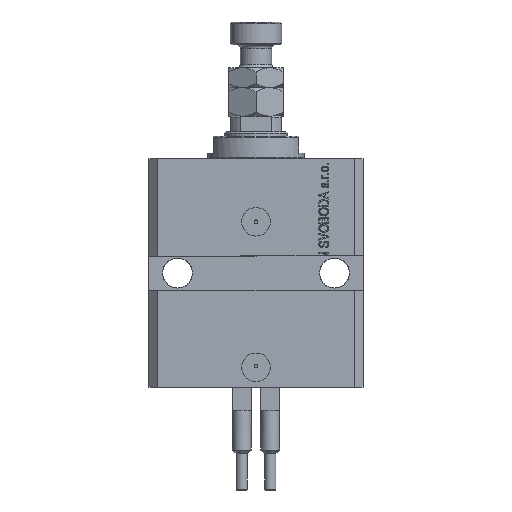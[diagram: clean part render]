
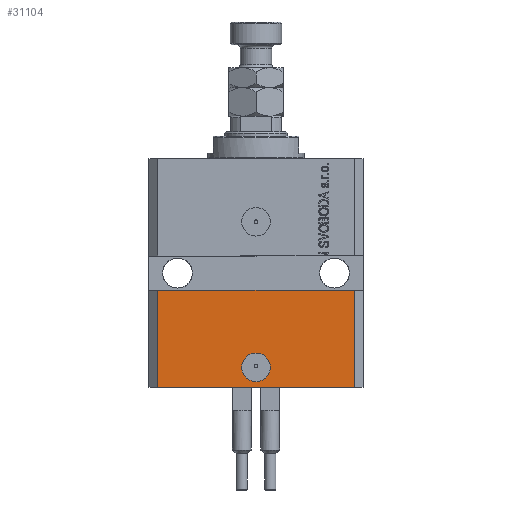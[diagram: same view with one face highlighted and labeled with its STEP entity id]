
A CAD part, front view. The second image highlights one B-rep face of the part: STEP entity #31104.
In plain terms, the highlighted planar face has unit normal (0, -1, 0).
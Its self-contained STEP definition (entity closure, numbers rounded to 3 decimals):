
#286 = DIRECTION ( 'NONE',  ( 0., -1., 0. ) ) ;
#1173 = CARTESIAN_POINT ( 'NONE',  ( 5., -27.5, -73. ) ) ;
#1281 = VECTOR ( 'NONE', #14135, 1000. ) ;
#2545 = CIRCLE ( 'NONE', #32015, 5. ) ;
#3185 = DIRECTION ( 'NONE',  ( 1., 0., 0. ) ) ;
#3599 = ORIENTED_EDGE ( 'NONE', *, *, #42794, .F. ) ;
#4290 = CARTESIAN_POINT ( 'NONE',  ( 0., -27.5, -73. ) ) ;
#5362 = VERTEX_POINT ( 'NONE', #16809 ) ;
#5676 = VERTEX_POINT ( 'NONE', #12281 ) ;
#8067 = DIRECTION ( 'NONE',  ( 1., 0., 0. ) ) ;
#10167 = CARTESIAN_POINT ( 'NONE',  ( 0., -27.5, -73. ) ) ;
#10613 = VECTOR ( 'NONE', #8067, 1000. ) ;
#10703 = VERTEX_POINT ( 'NONE', #25630 ) ;
#11060 = PLANE ( 'NONE',  #33929 ) ;
#12281 = CARTESIAN_POINT ( 'NONE',  ( -34.5, -27.5, -80. ) ) ;
#12334 = EDGE_CURVE ( 'NONE', #37981, #32591, #43048, .T. ) ;
#13589 = CARTESIAN_POINT ( 'NONE',  ( 34.5, -27.5, -80. ) ) ;
#13792 = ORIENTED_EDGE ( 'NONE', *, *, #45239, .T. ) ;
#14135 = DIRECTION ( 'NONE',  ( 0., 0., 1. ) ) ;
#14531 = CARTESIAN_POINT ( 'NONE',  ( -34.5, -27.5, -80. ) ) ;
#15441 = CARTESIAN_POINT ( 'NONE',  ( -34.5, -27.5, -46. ) ) ;
#15786 = ORIENTED_EDGE ( 'NONE', *, *, #37241, .T. ) ;
#15893 = ORIENTED_EDGE ( 'NONE', *, *, #36355, .F. ) ;
#16239 = DIRECTION ( 'NONE',  ( 1., 0., 0. ) ) ;
#16809 = CARTESIAN_POINT ( 'NONE',  ( 34.5, -27.5, -80. ) ) ;
#18772 = DIRECTION ( 'NONE',  ( 0., 0., -1. ) ) ;
#20777 = AXIS2_PLACEMENT_3D ( 'NONE', #4290, #286, #16239 ) ;
#22755 = FACE_BOUND ( 'NONE', #33418, .T. ) ;
#24768 = ORIENTED_EDGE ( 'NONE', *, *, #29610, .F. ) ;
#25630 = CARTESIAN_POINT ( 'NONE',  ( 34.5, -27.5, -46. ) ) ;
#27027 = CARTESIAN_POINT ( 'NONE',  ( -34.5, -27.5, -80. ) ) ;
#27609 = VERTEX_POINT ( 'NONE', #15441 ) ;
#28818 = DIRECTION ( 'NONE',  ( 0., 0., 1. ) ) ;
#29114 = CARTESIAN_POINT ( 'NONE',  ( -34.5, -27.5, -80. ) ) ;
#29610 = EDGE_CURVE ( 'NONE', #27609, #10703, #33115, .T. ) ;
#30047 = VECTOR ( 'NONE', #28818, 1000. ) ;
#30758 = LINE ( 'NONE', #27027, #10613 ) ;
#31104 = ADVANCED_FACE ( 'NONE', ( #22755, #41462 ), #11060, .T. ) ;
#32015 = AXIS2_PLACEMENT_3D ( 'NONE', #10167, #43568, #44070 ) ;
#32591 = VERTEX_POINT ( 'NONE', #35721 ) ;
#33115 = LINE ( 'NONE', #40100, #35437 ) ;
#33351 = ORIENTED_EDGE ( 'NONE', *, *, #12334, .F. ) ;
#33418 = EDGE_LOOP ( 'NONE', ( #33351, #3599 ) ) ;
#33929 = AXIS2_PLACEMENT_3D ( 'NONE', #14531, #41716, #18772 ) ;
#35437 = VECTOR ( 'NONE', #3185, 1000. ) ;
#35721 = CARTESIAN_POINT ( 'NONE',  ( -5., -27.5, -73. ) ) ;
#36355 = EDGE_CURVE ( 'NONE', #5676, #27609, #40573, .T. ) ;
#37241 = EDGE_CURVE ( 'NONE', #5362, #10703, #47747, .T. ) ;
#37981 = VERTEX_POINT ( 'NONE', #1173 ) ;
#40100 = CARTESIAN_POINT ( 'NONE',  ( -37.5, -27.5, -46. ) ) ;
#40573 = LINE ( 'NONE', #29114, #1281 ) ;
#41462 = FACE_OUTER_BOUND ( 'NONE', #41712, .T. ) ;
#41712 = EDGE_LOOP ( 'NONE', ( #24768, #15893, #13792, #15786 ) ) ;
#41716 = DIRECTION ( 'NONE',  ( 0., -1., 0. ) ) ;
#42794 = EDGE_CURVE ( 'NONE', #32591, #37981, #2545, .T. ) ;
#43048 = CIRCLE ( 'NONE', #20777, 5. ) ;
#43568 = DIRECTION ( 'NONE',  ( 0., -1., 0. ) ) ;
#44070 = DIRECTION ( 'NONE',  ( 1., 0., 0. ) ) ;
#45239 = EDGE_CURVE ( 'NONE', #5676, #5362, #30758, .T. ) ;
#47747 = LINE ( 'NONE', #13589, #30047 ) ;
